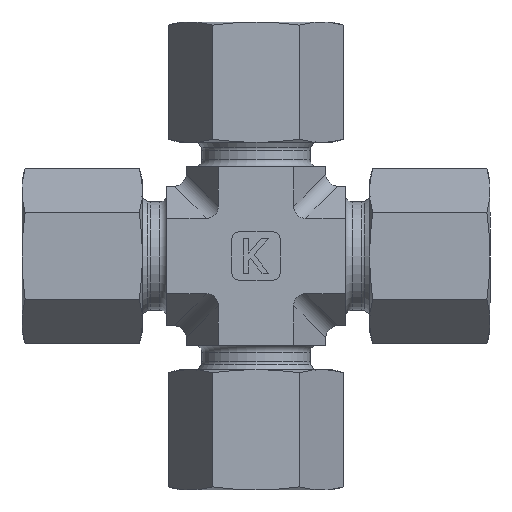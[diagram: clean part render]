
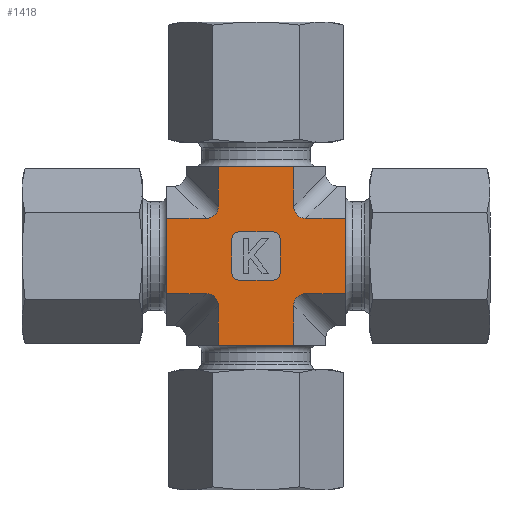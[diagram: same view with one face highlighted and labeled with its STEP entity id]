
A CAD part, left-side view. The second image highlights one B-rep face of the part: STEP entity #1418.
In plain terms, the highlighted planar face has unit normal (-1, 0, 0).
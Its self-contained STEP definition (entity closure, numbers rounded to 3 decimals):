
#821=CARTESIAN_POINT('',(-28.485,4.059,6.));
#822=VERTEX_POINT('',#821);
#829=CARTESIAN_POINT('',(-28.485,15.029,6.));
#830=VERTEX_POINT('',#829);
#831=CARTESIAN_POINT('',(-28.485,15.029,6.));
#832=DIRECTION('',(0.0,-1.0,0.0));
#833=VECTOR('',#832,10.97);
#834=LINE('',#831,#833);
#835=EDGE_CURVE('',#830,#822,#834,.T.);
#896=CARTESIAN_POINT('',(-28.485,22.544,13.515));
#897=VERTEX_POINT('',#896);
#904=CARTESIAN_POINT('',(-28.485,22.544,24.485));
#905=VERTEX_POINT('',#904);
#906=CARTESIAN_POINT('',(-28.485,22.544,24.485));
#907=DIRECTION('',(0.0,0.0,-1.0));
#908=VECTOR('',#907,10.97);
#909=LINE('',#906,#908);
#910=EDGE_CURVE('',#905,#897,#909,.T.);
#971=CARTESIAN_POINT('',(-28.485,15.029,32.));
#972=VERTEX_POINT('',#971);
#979=CARTESIAN_POINT('',(-28.485,4.059,32.));
#980=VERTEX_POINT('',#979);
#981=CARTESIAN_POINT('',(-28.485,4.059,32.));
#982=DIRECTION('',(0.0,1.0,0.0));
#983=VECTOR('',#982,10.97);
#984=LINE('',#981,#983);
#985=EDGE_CURVE('',#980,#972,#984,.T.);
#1029=CARTESIAN_POINT('',(-28.485,15.029,11.783));
#1030=VERTEX_POINT('',#1029);
#1031=CARTESIAN_POINT('',(-28.485,15.029,6.));
#1032=DIRECTION('',(0.0,0.0,1.0));
#1033=VECTOR('',#1032,5.783);
#1034=LINE('',#1031,#1033);
#1035=EDGE_CURVE('',#830,#1030,#1034,.T.);
#1086=CARTESIAN_POINT('',(-28.485,4.059,11.783));
#1087=VERTEX_POINT('',#1086);
#1094=CARTESIAN_POINT('',(-28.485,4.059,6.));
#1095=DIRECTION('',(0.0,0.0,1.0));
#1096=VECTOR('',#1095,5.783);
#1097=LINE('',#1094,#1096);
#1098=EDGE_CURVE('',#822,#1087,#1097,.T.);
#1133=CARTESIAN_POINT('',(-28.485,16.761,24.485));
#1134=VERTEX_POINT('',#1133);
#1135=CARTESIAN_POINT('',(-28.485,22.544,24.485));
#1136=DIRECTION('',(0.0,-1.0,0.0));
#1137=VECTOR('',#1136,5.783);
#1138=LINE('',#1135,#1137);
#1139=EDGE_CURVE('',#905,#1134,#1138,.T.);
#1190=CARTESIAN_POINT('',(-28.485,16.761,13.515));
#1191=VERTEX_POINT('',#1190);
#1198=CARTESIAN_POINT('',(-28.485,16.761,13.515));
#1199=DIRECTION('',(0.0,1.0,0.0));
#1200=VECTOR('',#1199,5.783);
#1201=LINE('',#1198,#1200);
#1202=EDGE_CURVE('',#1191,#897,#1201,.T.);
#1237=CARTESIAN_POINT('',(-28.485,4.059,26.217));
#1238=VERTEX_POINT('',#1237);
#1239=CARTESIAN_POINT('',(-28.485,4.059,32.));
#1240=DIRECTION('',(0.0,0.0,-1.0));
#1241=VECTOR('',#1240,5.783);
#1242=LINE('',#1239,#1241);
#1243=EDGE_CURVE('',#980,#1238,#1242,.T.);
#1271=CARTESIAN_POINT('',(-28.485,4.059,0.0));
#1272=DIRECTION('',(-1.0,0.0,0.0));
#1273=DIRECTION('',(0.0,0.0,1.0));
#1274=AXIS2_PLACEMENT_3D('',#1271,#1272,#1273);
#1275=PLANE('',#1274);
#1276=ORIENTED_EDGE('',*,*,#835,.T.);
#1277=ORIENTED_EDGE('',*,*,#1098,.T.);
#1278=CARTESIAN_POINT('',(-28.485,2.327,13.515));
#1279=VERTEX_POINT('',#1278);
#1280=CARTESIAN_POINT('',(-28.485,1.75,11.206));
#1281=DIRECTION('',(-1.0,0.,0.));
#1282=DIRECTION('',(0.,0.707,0.707));
#1283=AXIS2_PLACEMENT_3D('',#1280,#1281,#1282);
#1284=ELLIPSE('',#1283,2.582,2.0);
#1285=EDGE_CURVE('',#1279,#1087,#1284,.T.);
#1286=ORIENTED_EDGE('',*,*,#1285,.F.);
#1287=CARTESIAN_POINT('',(-28.485,-3.456,13.515));
#1288=VERTEX_POINT('',#1287);
#1289=CARTESIAN_POINT('',(-28.485,-3.456,13.515));
#1290=DIRECTION('',(0.0,1.0,0.0));
#1291=VECTOR('',#1290,5.783);
#1292=LINE('',#1289,#1291);
#1293=EDGE_CURVE('',#1288,#1279,#1292,.T.);
#1294=ORIENTED_EDGE('',*,*,#1293,.F.);
#1295=CARTESIAN_POINT('',(-28.485,-3.456,24.485));
#1296=VERTEX_POINT('',#1295);
#1297=CARTESIAN_POINT('',(-28.485,-3.456,13.515));
#1298=DIRECTION('',(0.0,0.0,1.0));
#1299=VECTOR('',#1298,10.97);
#1300=LINE('',#1297,#1299);
#1301=EDGE_CURVE('',#1288,#1296,#1300,.T.);
#1302=ORIENTED_EDGE('',*,*,#1301,.T.);
#1303=CARTESIAN_POINT('',(-28.485,2.327,24.485));
#1304=VERTEX_POINT('',#1303);
#1305=CARTESIAN_POINT('',(-28.485,-3.456,24.485));
#1306=DIRECTION('',(0.0,1.0,0.0));
#1307=VECTOR('',#1306,5.783);
#1308=LINE('',#1305,#1307);
#1309=EDGE_CURVE('',#1296,#1304,#1308,.T.);
#1310=ORIENTED_EDGE('',*,*,#1309,.T.);
#1311=CARTESIAN_POINT('',(-28.485,1.75,26.794));
#1312=DIRECTION('',(-1.0,0.,0.));
#1313=DIRECTION('',(0.,0.707,-0.707));
#1314=AXIS2_PLACEMENT_3D('',#1311,#1312,#1313);
#1315=ELLIPSE('',#1314,2.582,2.0);
#1316=EDGE_CURVE('',#1238,#1304,#1315,.T.);
#1317=ORIENTED_EDGE('',*,*,#1316,.F.);
#1318=ORIENTED_EDGE('',*,*,#1243,.F.);
#1319=ORIENTED_EDGE('',*,*,#985,.T.);
#1320=CARTESIAN_POINT('',(-28.485,15.029,26.217));
#1321=VERTEX_POINT('',#1320);
#1322=CARTESIAN_POINT('',(-28.485,15.029,32.));
#1323=DIRECTION('',(0.0,0.0,-1.0));
#1324=VECTOR('',#1323,5.783);
#1325=LINE('',#1322,#1324);
#1326=EDGE_CURVE('',#972,#1321,#1325,.T.);
#1327=ORIENTED_EDGE('',*,*,#1326,.T.);
#1328=CARTESIAN_POINT('',(-28.485,17.338,26.794));
#1329=DIRECTION('',(-1.0,0.,0.));
#1330=DIRECTION('',(0.,-0.707,-0.707));
#1331=AXIS2_PLACEMENT_3D('',#1328,#1329,#1330);
#1332=ELLIPSE('',#1331,2.582,2.0);
#1333=EDGE_CURVE('',#1134,#1321,#1332,.T.);
#1334=ORIENTED_EDGE('',*,*,#1333,.F.);
#1335=ORIENTED_EDGE('',*,*,#1139,.F.);
#1336=ORIENTED_EDGE('',*,*,#910,.T.);
#1337=ORIENTED_EDGE('',*,*,#1202,.F.);
#1338=CARTESIAN_POINT('',(-28.485,17.338,11.206));
#1339=DIRECTION('',(-1.0,0.,0.));
#1340=DIRECTION('',(0.,-0.707,0.707));
#1341=AXIS2_PLACEMENT_3D('',#1338,#1339,#1340);
#1342=ELLIPSE('',#1341,2.582,2.0);
#1343=EDGE_CURVE('',#1030,#1191,#1342,.T.);
#1344=ORIENTED_EDGE('',*,*,#1343,.F.);
#1345=ORIENTED_EDGE('',*,*,#1035,.F.);
#1346=EDGE_LOOP('',(#1276,#1277,#1286,#1294,#1302,#1310,#1317,#1318,#1319,#1327,#1334,#1335,#1336,#1337,#1344,#1345));
#1347=FACE_OUTER_BOUND('',#1346,.T.);
#1348=CARTESIAN_POINT('',(-28.485,12.044,22.5));
#1349=VERTEX_POINT('',#1348);
#1350=CARTESIAN_POINT('',(-28.485,7.044,22.5));
#1351=VERTEX_POINT('',#1350);
#1352=CARTESIAN_POINT('',(-28.485,12.044,22.5));
#1353=DIRECTION('',(0.0,-1.0,0.0));
#1354=VECTOR('',#1353,5.);
#1355=LINE('',#1352,#1354);
#1356=EDGE_CURVE('',#1349,#1351,#1355,.T.);
#1357=ORIENTED_EDGE('',*,*,#1356,.T.);
#1358=CARTESIAN_POINT('',(-28.485,6.044,21.5));
#1359=VERTEX_POINT('',#1358);
#1360=CARTESIAN_POINT('',(-28.485,7.044,21.5));
#1361=DIRECTION('',(-1.0,0.0,0.0));
#1362=DIRECTION('',(0.0,-0.707,0.707));
#1363=AXIS2_PLACEMENT_3D('',#1360,#1361,#1362);
#1364=CIRCLE('',#1363,1.0);
#1365=EDGE_CURVE('',#1359,#1351,#1364,.T.);
#1366=ORIENTED_EDGE('',*,*,#1365,.F.);
#1367=CARTESIAN_POINT('',(-28.485,6.044,16.5));
#1368=VERTEX_POINT('',#1367);
#1369=CARTESIAN_POINT('',(-28.485,6.044,21.5));
#1370=DIRECTION('',(0.0,0.0,-1.0));
#1371=VECTOR('',#1370,5.0);
#1372=LINE('',#1369,#1371);
#1373=EDGE_CURVE('',#1359,#1368,#1372,.T.);
#1374=ORIENTED_EDGE('',*,*,#1373,.T.);
#1375=CARTESIAN_POINT('',(-28.485,7.044,15.5));
#1376=VERTEX_POINT('',#1375);
#1377=CARTESIAN_POINT('',(-28.485,7.044,16.5));
#1378=DIRECTION('',(-1.0,0.0,0.0));
#1379=DIRECTION('',(0.0,-0.707,-0.707));
#1380=AXIS2_PLACEMENT_3D('',#1377,#1378,#1379);
#1381=CIRCLE('',#1380,1.0);
#1382=EDGE_CURVE('',#1376,#1368,#1381,.T.);
#1383=ORIENTED_EDGE('',*,*,#1382,.F.);
#1384=CARTESIAN_POINT('',(-28.485,12.044,15.5));
#1385=VERTEX_POINT('',#1384);
#1386=CARTESIAN_POINT('',(-28.485,7.044,15.5));
#1387=DIRECTION('',(0.0,1.0,0.0));
#1388=VECTOR('',#1387,5.);
#1389=LINE('',#1386,#1388);
#1390=EDGE_CURVE('',#1376,#1385,#1389,.T.);
#1391=ORIENTED_EDGE('',*,*,#1390,.T.);
#1392=CARTESIAN_POINT('',(-28.485,13.044,16.5));
#1393=VERTEX_POINT('',#1392);
#1394=CARTESIAN_POINT('',(-28.485,12.044,16.5));
#1395=DIRECTION('',(-1.0,0.0,0.0));
#1396=DIRECTION('',(0.0,0.707,-0.707));
#1397=AXIS2_PLACEMENT_3D('',#1394,#1395,#1396);
#1398=CIRCLE('',#1397,1.0);
#1399=EDGE_CURVE('',#1393,#1385,#1398,.T.);
#1400=ORIENTED_EDGE('',*,*,#1399,.F.);
#1401=CARTESIAN_POINT('',(-28.485,13.044,21.5));
#1402=VERTEX_POINT('',#1401);
#1403=CARTESIAN_POINT('',(-28.485,13.044,16.5));
#1404=DIRECTION('',(0.0,0.0,1.0));
#1405=VECTOR('',#1404,5.);
#1406=LINE('',#1403,#1405);
#1407=EDGE_CURVE('',#1393,#1402,#1406,.T.);
#1408=ORIENTED_EDGE('',*,*,#1407,.T.);
#1409=CARTESIAN_POINT('',(-28.485,12.044,21.5));
#1410=DIRECTION('',(-1.0,0.0,0.0));
#1411=DIRECTION('',(0.0,0.707,0.707));
#1412=AXIS2_PLACEMENT_3D('',#1409,#1410,#1411);
#1413=CIRCLE('',#1412,1.0);
#1414=EDGE_CURVE('',#1349,#1402,#1413,.T.);
#1415=ORIENTED_EDGE('',*,*,#1414,.F.);
#1416=EDGE_LOOP('',(#1357,#1366,#1374,#1383,#1391,#1400,#1408,#1415));
#1417=FACE_BOUND('',#1416,.T.);
#1418=ADVANCED_FACE('',(#1347,#1417),#1275,.T.);
